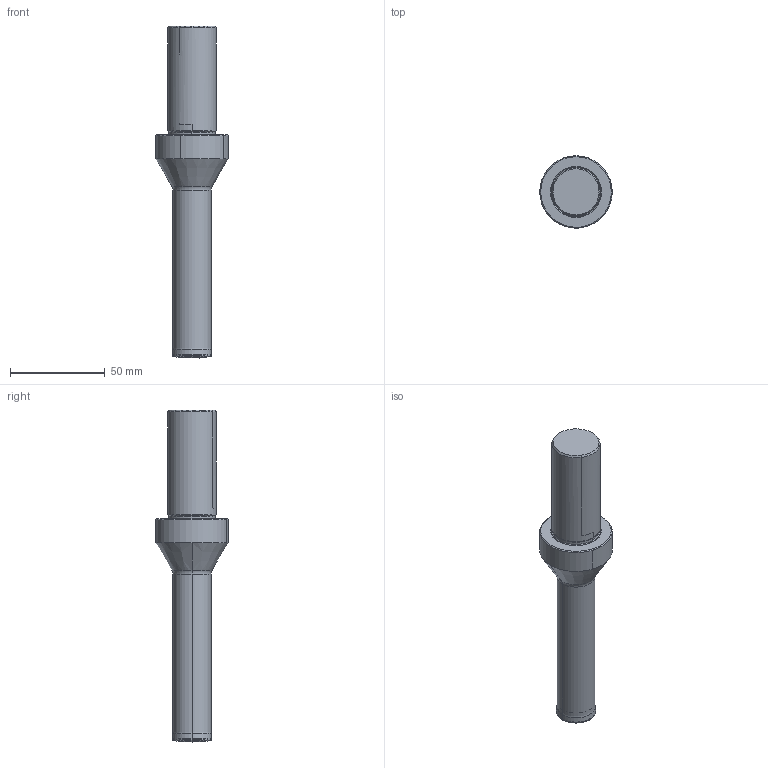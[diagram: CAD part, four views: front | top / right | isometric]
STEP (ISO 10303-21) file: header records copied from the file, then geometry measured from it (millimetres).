
FILE_DESCRIPTION(/* description */ (''),/* implementation_level */ '2;1');
FILE_NAME(/* name */ 'MVX0812X4C100_IR0_019.stp',/* time_stamp */ '2023-03-15T14:46:01+09:00',/* author */ (''),/* organization */ (''),/* preprocessor_version */ 'ST-DEVELOPER v16',/* originating_system */ 'SIEMENS PLM Software NX 10.0',/* authorisation */ '');
FILE_SCHEMA (('AUTOMOTIVE_DESIGN { 1 0 10303 214 3 1 1 1 }'));
Length unit declared in the file: millimetre
Products named in the file (1): MVX0812X4C100_IR0_019_ASM
Bounding box: 38.1 x 38.1 x 174.75 mm (x, y, z)
Volume: 83874.2 mm3; surface area: 15771.7 mm2
Topology: 2 solids, 2 shells, 64 faces, 161 edges, 118 vertices
Faces by surface type: cone 22, torus 14, revolution 8, bspline 8, cylinder 8, plane 4
Entity records: 2459 total; most frequent: CARTESIAN_POINT 841, DIRECTION 347, ORIENTED_EDGE 278, AXIS2_PLACEMENT_3D 155, EDGE_CURVE 139, CIRCLE 99, VERTEX_POINT 81, EDGE_LOOP 66
